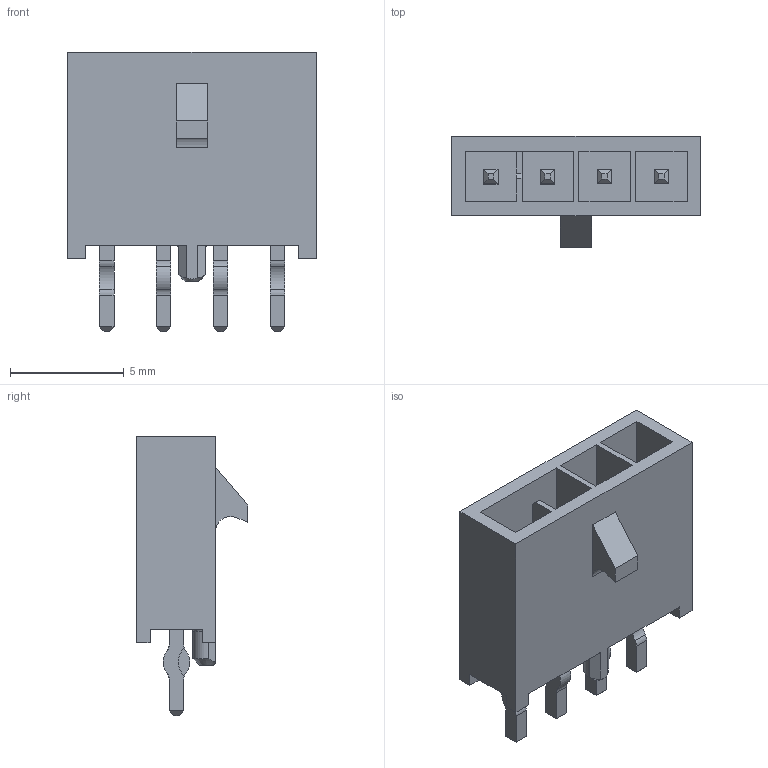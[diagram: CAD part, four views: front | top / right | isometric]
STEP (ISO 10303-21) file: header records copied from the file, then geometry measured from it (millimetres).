
FILE_DESCRIPTION(/* description */ ('Unknown'),/* implementation_level */ '2;1');
FILE_NAME(/* name */ 'J_Wurth_WR-NPC2_626004120101',/* time_stamp */ '2026-01-22T15:25:10+08:00',/* author */ ('Unknown'),/* organization */ ('Unknown'),/* preprocessor_version */ 'ST-DEVELOPER v19.4',/* originating_system */ 'Solid Edge',/* authorisation */ 'Unknown');
FILE_SCHEMA (('AUTOMOTIVE_DESIGN {1 0 10303 214 3 1 1}'));
Length unit declared in the file: millimetre
Products named in the file (2): J_Wurth_WR-NPC2_626004120101
Assembly tree (1 placements, depth 2):
  J_Wurth_WR-NPC2_626004120101
    J_Wurth_WR-NPC2_626004120101
Bounding box: 10.94 x 4.88 x 12.26 mm (x, y, z)
Volume: 197.6 mm3; surface area: 698.5 mm2
Topology: 1 solids, 1 shells, 189 faces, 486 edges, 308 vertices
Faces by surface type: plane 161, cylinder 26, torus 1, cone 1
Entity records: 6983 total; most frequent: CARTESIAN_POINT 997, ORIENTED_EDGE 968, DIRECTION 915, EDGE_CURVE 484, LINE 425, VECTOR 425, VERTEX_POINT 307, AXIS2_PLACEMENT_3D 245
